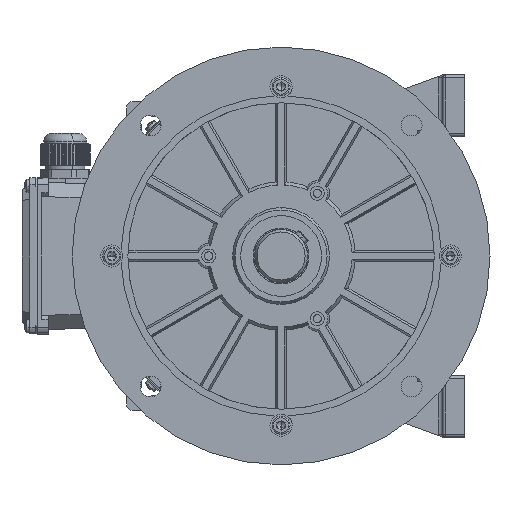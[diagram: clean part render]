
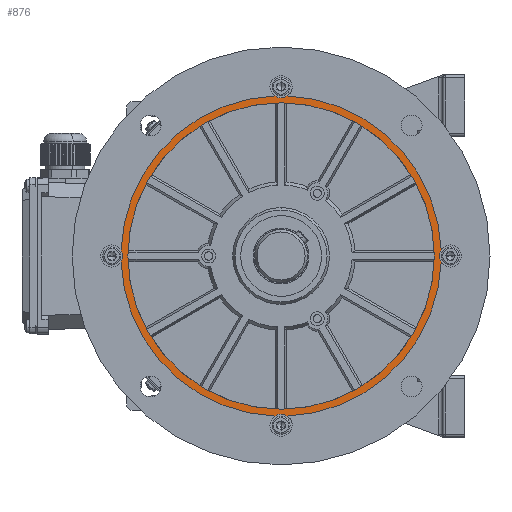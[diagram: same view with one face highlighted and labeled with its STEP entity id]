
A CAD part, left-side view. The second image highlights one B-rep face of the part: STEP entity #876.
In plain terms, the highlighted planar face has unit normal (-1, 0, 0).
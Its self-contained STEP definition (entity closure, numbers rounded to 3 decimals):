
#832 = ORIENTED_EDGE ( 'NONE', *, *, #177828, .F. ) ;
#876 = ADVANCED_FACE ( 'NONE', ( #20127, #20124 ), #20122, .F. ) ;
#899 = ORIENTED_EDGE ( 'NONE', *, *, #177819, .F. ) ;
#903 = ORIENTED_EDGE ( 'NONE', *, *, #909, .T. ) ;
#909 = EDGE_CURVE ( 'NONE', #177815, #910, #20179, .T. ) ;
#910 = VERTEX_POINT ( 'NONE', #20172 ) ;
#912 = ORIENTED_EDGE ( 'NONE', *, *, #915, .F. ) ;
#915 = EDGE_CURVE ( 'NONE', #177712, #910, #20159, .T. ) ;
#924 = EDGE_LOOP ( 'NONE', ( #925, #931 ) ) ;
#925 = ORIENTED_EDGE ( 'NONE', *, *, #179624, .F. ) ;
#931 = ORIENTED_EDGE ( 'NONE', *, *, #179227, .F. ) ;
#935 = EDGE_LOOP ( 'NONE', ( #943, #946, #952, #961, #832, #1023, #1031, #899, #903, #912 ) ) ;
#943 = ORIENTED_EDGE ( 'NONE', *, *, #177710, .F. ) ;
#946 = ORIENTED_EDGE ( 'NONE', *, *, #948, .T. ) ;
#948 = EDGE_CURVE ( 'NONE', #177657, #949, #20222, .T. ) ;
#949 = VERTEX_POINT ( 'NONE', #20336 ) ;
#952 = ORIENTED_EDGE ( 'NONE', *, *, #957, .F. ) ;
#957 = EDGE_CURVE ( 'NONE', #958, #949, #20333, .T. ) ;
#958 = VERTEX_POINT ( 'NONE', #20324 ) ;
#961 = ORIENTED_EDGE ( 'NONE', *, *, #966, .T. ) ;
#966 = EDGE_CURVE ( 'NONE', #958, #177831, #20309, .T. ) ;
#1023 = ORIENTED_EDGE ( 'NONE', *, *, #1024, .F. ) ;
#1024 = EDGE_CURVE ( 'NONE', #1026, #177784, #20452, .T. ) ;
#1026 = VERTEX_POINT ( 'NONE', #20443 ) ;
#1031 = ORIENTED_EDGE ( 'NONE', *, *, #1034, .T. ) ;
#1034 = EDGE_CURVE ( 'NONE', #1026, #177820, #20427, .T. ) ;
#20114 = DIRECTION ( 'NONE',  ( 0., 0., -1. ) ) ;
#20116 = DIRECTION ( 'NONE',  ( 1., 0., 0. ) ) ;
#20118 = AXIS2_PLACEMENT_3D ( 'NONE', #20121, #20116, #20114 ) ;
#20121 = CARTESIAN_POINT ( 'NONE',  ( 0., 110., 0. ) ) ;
#20122 = PLANE ( 'NONE',  #20118 ) ;
#20124 = FACE_OUTER_BOUND ( 'NONE', #935, .T. ) ;
#20127 = FACE_BOUND ( 'NONE', #924, .T. ) ;
#20159 = CIRCLE ( 'NONE', #20281, 8. ) ;
#20172 = CARTESIAN_POINT ( 'NONE',  ( 0., 4.536, -114.91 ) ) ;
#20173 = DIRECTION ( 'NONE',  ( 0., 0., 1. ) ) ;
#20174 = DIRECTION ( 'NONE',  ( -1., 0., 0. ) ) ;
#20176 = CARTESIAN_POINT ( 'NONE',  ( 0., 0., 0. ) ) ;
#20177 = AXIS2_PLACEMENT_3D ( 'NONE', #20176, #20174, #20173 ) ;
#20179 = CIRCLE ( 'NONE', #20177, 115. ) ;
#20222 = CIRCLE ( 'NONE', #20342, 115. ) ;
#20277 = DIRECTION ( 'NONE',  ( 0., 0., -1. ) ) ;
#20279 = DIRECTION ( 'NONE',  ( -1., 0., 0. ) ) ;
#20280 = CARTESIAN_POINT ( 'NONE',  ( 0., 0., -121.5 ) ) ;
#20281 = AXIS2_PLACEMENT_3D ( 'NONE', #20280, #20279, #20277 ) ;
#20302 = DIRECTION ( 'NONE',  ( 0., 0., 1. ) ) ;
#20304 = DIRECTION ( 'NONE',  ( -1., 0., 0. ) ) ;
#20305 = CARTESIAN_POINT ( 'NONE',  ( 0., 0., 0. ) ) ;
#20307 = AXIS2_PLACEMENT_3D ( 'NONE', #20305, #20304, #20302 ) ;
#20309 = CIRCLE ( 'NONE', #20307, 115. ) ;
#20324 = CARTESIAN_POINT ( 'NONE',  ( 0., -114.91, 4.536 ) ) ;
#20326 = DIRECTION ( 'NONE',  ( 0., 0., -1. ) ) ;
#20328 = DIRECTION ( 'NONE',  ( -1., 0., 0. ) ) ;
#20329 = CARTESIAN_POINT ( 'NONE',  ( 0., -121.5, 0. ) ) ;
#20331 = AXIS2_PLACEMENT_3D ( 'NONE', #20329, #20328, #20326 ) ;
#20333 = CIRCLE ( 'NONE', #20331, 8. ) ;
#20336 = CARTESIAN_POINT ( 'NONE',  ( 0., -114.91, -4.536 ) ) ;
#20337 = DIRECTION ( 'NONE',  ( 0., 0., 1. ) ) ;
#20339 = DIRECTION ( 'NONE',  ( -1., 0., 0. ) ) ;
#20341 = CARTESIAN_POINT ( 'NONE',  ( 0., 0., 0. ) ) ;
#20342 = AXIS2_PLACEMENT_3D ( 'NONE', #20341, #20339, #20337 ) ;
#20412 = DIRECTION ( 'NONE',  ( 0., 0., 1. ) ) ;
#20414 = DIRECTION ( 'NONE',  ( -1., 0., 0. ) ) ;
#20417 = CARTESIAN_POINT ( 'NONE',  ( 0., 0., 0. ) ) ;
#20419 = AXIS2_PLACEMENT_3D ( 'NONE', #20417, #20414, #20412 ) ;
#20427 = CIRCLE ( 'NONE', #20419, 115. ) ;
#20443 = CARTESIAN_POINT ( 'NONE',  ( 0., 4.536, 114.91 ) ) ;
#20446 = DIRECTION ( 'NONE',  ( 0., 0., -1. ) ) ;
#20448 = DIRECTION ( 'NONE',  ( -1., 0., 0. ) ) ;
#20450 = CARTESIAN_POINT ( 'NONE',  ( 0., 0., 121.5 ) ) ;
#20451 = AXIS2_PLACEMENT_3D ( 'NONE', #20450, #20448, #20446 ) ;
#20452 = CIRCLE ( 'NONE', #20451, 8. ) ;
#139188 = CARTESIAN_POINT ( 'NONE',  ( 0., -4.536, -114.91 ) ) ;
#139382 = DIRECTION ( 'NONE',  ( 0., 0., -1. ) ) ;
#139384 = DIRECTION ( 'NONE',  ( -1., 0., 0. ) ) ;
#139388 = CARTESIAN_POINT ( 'NONE',  ( 0., 0., -121.5 ) ) ;
#139389 = AXIS2_PLACEMENT_3D ( 'NONE', #139388, #139384, #139382 ) ;
#139392 = CIRCLE ( 'NONE', #139389, 8. ) ;
#139586 = CARTESIAN_POINT ( 'NONE',  ( 0., 0., -113.5 ) ) ;
#139733 = CARTESIAN_POINT ( 'NONE',  ( 0., 0., 113.5 ) ) ;
#139824 = CARTESIAN_POINT ( 'NONE',  ( 0., 114.91, 4.536 ) ) ;
#139827 = DIRECTION ( 'NONE',  ( 0., 0., -1. ) ) ;
#139830 = DIRECTION ( 'NONE',  ( -1., 0., 0. ) ) ;
#139832 = CARTESIAN_POINT ( 'NONE',  ( 0., 121.5, 0. ) ) ;
#139834 = AXIS2_PLACEMENT_3D ( 'NONE', #139832, #139830, #139827 ) ;
#139835 = CIRCLE ( 'NONE', #139834, 8. ) ;
#139859 = CARTESIAN_POINT ( 'NONE',  ( 0., 114.91, -4.536 ) ) ;
#139975 = CARTESIAN_POINT ( 'NONE',  ( 0., -4.536, 114.91 ) ) ;
#139977 = DIRECTION ( 'NONE',  ( 0., 0., -1. ) ) ;
#139980 = DIRECTION ( 'NONE',  ( -1., 0., 0. ) ) ;
#139983 = CARTESIAN_POINT ( 'NONE',  ( 0., 0., 121.5 ) ) ;
#139986 = AXIS2_PLACEMENT_3D ( 'NONE', #139983, #139980, #139977 ) ;
#139999 = CIRCLE ( 'NONE', #139986, 8. ) ;
#146093 = CARTESIAN_POINT ( 'NONE',  ( 0., 0., 110. ) ) ;
#146096 = DIRECTION ( 'NONE',  ( 0., 0., 1. ) ) ;
#146099 = DIRECTION ( 'NONE',  ( -1., 0., 0. ) ) ;
#146102 = CARTESIAN_POINT ( 'NONE',  ( 0., 0., 0. ) ) ;
#146104 = AXIS2_PLACEMENT_3D ( 'NONE', #146102, #146099, #146096 ) ;
#146106 = CIRCLE ( 'NONE', #146104, 110. ) ;
#146131 = CARTESIAN_POINT ( 'NONE',  ( 0., 0., -110. ) ) ;
#148044 = AXIS2_PLACEMENT_3D ( 'NONE', #148215, #148213, #148211 ) ;
#148046 = CIRCLE ( 'NONE', #148044, 110. ) ;
#148211 = DIRECTION ( 'NONE',  ( 0., 0., 1. ) ) ;
#148213 = DIRECTION ( 'NONE',  ( -1., 0., 0. ) ) ;
#148215 = CARTESIAN_POINT ( 'NONE',  ( 0., 0., 0. ) ) ;
#177657 = VERTEX_POINT ( 'NONE', #139188 ) ;
#177710 = EDGE_CURVE ( 'NONE', #177657, #177712, #139392, .T. ) ;
#177712 = VERTEX_POINT ( 'NONE', #139586 ) ;
#177784 = VERTEX_POINT ( 'NONE', #139733 ) ;
#177815 = VERTEX_POINT ( 'NONE', #139859 ) ;
#177819 = EDGE_CURVE ( 'NONE', #177815, #177820, #139835, .T. ) ;
#177820 = VERTEX_POINT ( 'NONE', #139824 ) ;
#177828 = EDGE_CURVE ( 'NONE', #177784, #177831, #139999, .T. ) ;
#177831 = VERTEX_POINT ( 'NONE', #139975 ) ;
#179222 = VERTEX_POINT ( 'NONE', #146131 ) ;
#179227 = EDGE_CURVE ( 'NONE', #179222, #179228, #146106, .T. ) ;
#179228 = VERTEX_POINT ( 'NONE', #146093 ) ;
#179624 = EDGE_CURVE ( 'NONE', #179228, #179222, #148046, .T. ) ;
